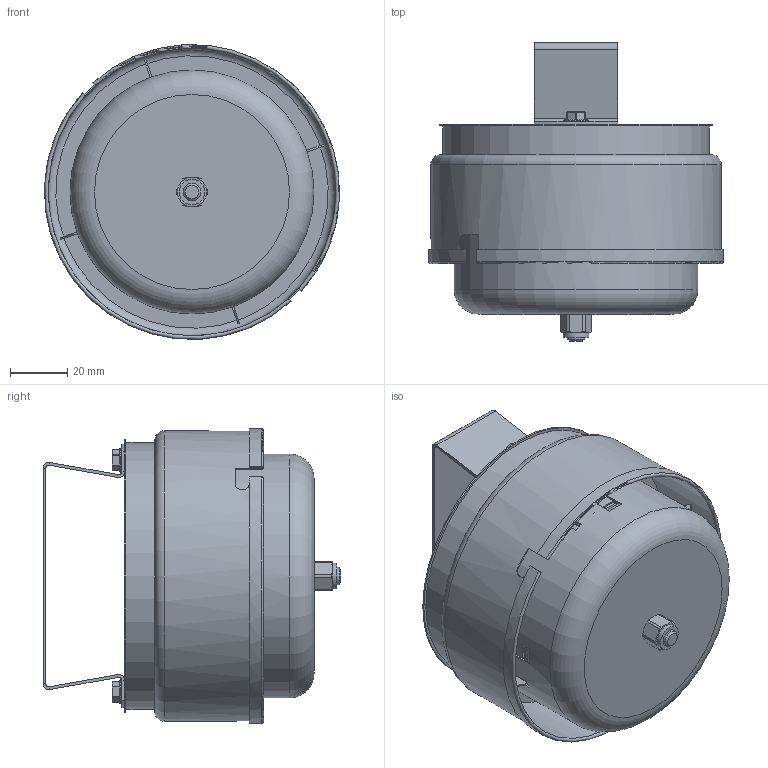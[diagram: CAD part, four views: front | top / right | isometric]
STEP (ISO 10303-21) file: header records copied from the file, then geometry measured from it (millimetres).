
FILE_DESCRIPTION((''),'2;1');
FILE_NAME('HRL-3-100.stp','2014-02-20T11:28:18',(''),(''),'Autodesk Inventor 2013','Autodesk Inventor 2013','');
FILE_SCHEMA(('AUTOMOTIVE_DESIGN { 1 2 10303 214 0 1 1 1 }'));
Length unit declared in the file: millimetre
Products named in the file (12): HRL-3-100; FD10003; Handtag-75_2; DIN 933 - replaced by DIN EN 24017 M6  x 65; 999656; 999664; 126023_MedHål; 999171; 999103; 999220_Ø80; 116004; 999301-100
Assembly tree (15 placements, depth 2):
  HRL-3-100
    FD10003
    Handtag-75_2
    DIN 933 - replaced by DIN EN 24017 M6  x 65
    999656
    999664  x2
    126023_MedHål
    999171
    999103
    999220_Ø80
    116004
    999301-100  x4
Bounding box: 102.84 x 103.89 x 102.66 mm (x, y, z)
Volume: 387449.5 mm3; surface area: 154990 mm2
Topology: 15 solids, 15 shells, 526 faces, 1229 edges, 730 vertices
Faces by surface type: plane 265, cylinder 132, torus 66, cone 47, bspline 16
Full cylindrical faces by diameter (mm): 2 x1, 4 x2, 4.917 x6, 5.1 x2, 5.459 x1, 6 x1, 6.072 x1, 8.4 x2, 8.7 x1, 8.863 x1, 80 x1, 83.8 x1, 85 x1, 93 x1, 95 x2, 100.25 x1, 101.25 x1
Entity records: 12469 total; most frequent: CARTESIAN_POINT 3807, DIRECTION 1807, ORIENTED_EDGE 1572, EDGE_CURVE 786, AXIS2_PLACEMENT_3D 729, VERTEX_POINT 502, EDGE_LOOP 452, FACE_OUTER_BOUND 362
